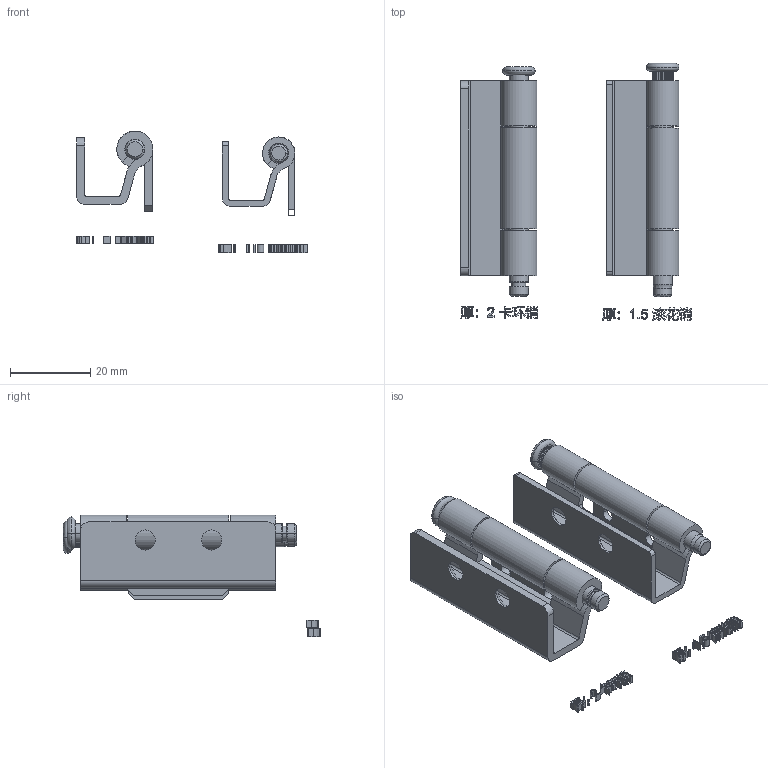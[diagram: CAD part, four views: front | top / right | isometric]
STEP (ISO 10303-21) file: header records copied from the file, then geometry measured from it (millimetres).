
FILE_DESCRIPTION(/* description */ (''),/* implementation_level */ '2;1');
FILE_NAME(/* name */ 'JL237-1',/* time_stamp */ '2024-11-02T11:22:54+08:00',/* author */ (''),/* organization */ (''),/* preprocessor_version */ 'ST-DEVELOPER v19.2',/* originating_system */ 'Rhino 8.5',/* authorisation */ '');
FILE_SCHEMA (('CONFIG_CONTROL_DESIGN'));
Length unit declared in the file: millimetre
Products named in the file (1): Document
Bounding box: 57.4 x 63.96 x 30.27 mm (x, y, z)
Volume: 10647.3 mm3; surface area: 15038.9 mm2
Topology: 44 solids, 45 shells, 686 faces, 1755 edges, 1162 vertices
Faces by surface type: plane 411, cylinder 191, bspline 84
Entity records: 20528 total; most frequent: CARTESIAN_POINT 7257, ORIENTED_EDGE 3502, EDGE_CURVE 1755, B_SPLINE_CURVE_WITH_KNOTS 1343, VERTEX_POINT 1162, DIRECTION 1146, AXIS2_PLACEMENT_3D 857, EDGE_LOOP 723
